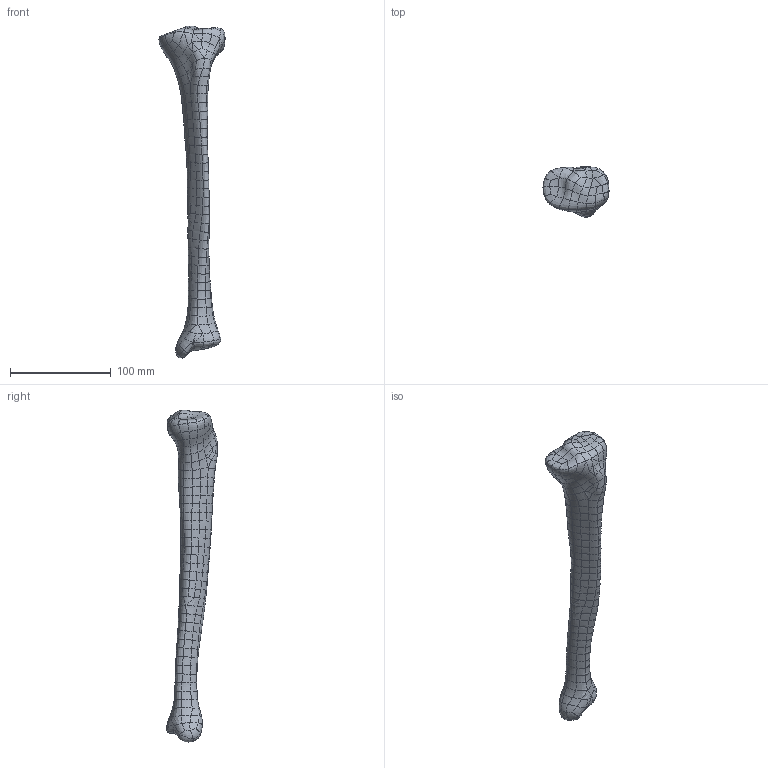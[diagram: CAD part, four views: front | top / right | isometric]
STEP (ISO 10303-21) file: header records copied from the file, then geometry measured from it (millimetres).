
FILE_DESCRIPTION(('FreeCAD Model'),'2;1');
FILE_NAME('Open CASCADE Shape Model','2025-04-29T11:32:02',('FreeCAD'),( 'FreeCAD'),'Open CASCADE STEP processor 7.6','FreeCAD','Unknown');
FILE_SCHEMA(('AUTOMOTIVE_DESIGN { 1 0 10303 214 1 1 1 1 }'));
Products named in the file (1): Open CASCADE STEP translator 7.6 1
Bounding box: 65.52 x 50.42 x 329.32 mm (x, y, z)
Volume: 217849.1 mm3; surface area: 33077.7 mm2
Topology: 1 solids, 1 shells, 455 faces, 921 edges, 458 vertices
Faces by surface type: bspline 455
Entity records: 45967 total; most frequent: CARTESIAN_POINT 40028, ORIENTED_EDGE 1822, EDGE_CURVE 911, B_SPLINE_CURVE_WITH_KNOTS 911, VERTEX_POINT 458, ADVANCED_FACE 455, FACE_BOUND 455, EDGE_LOOP 455
